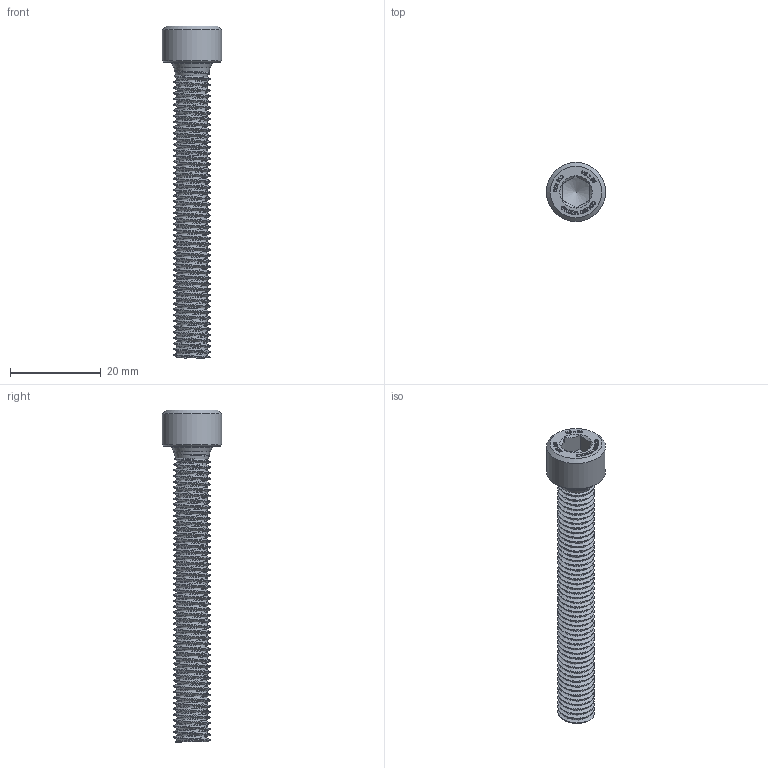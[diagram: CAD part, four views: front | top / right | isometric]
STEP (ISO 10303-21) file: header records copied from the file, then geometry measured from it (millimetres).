
FILE_DESCRIPTION((''),'2;1');
FILE_NAME('DIN912M8L65F.stp','2012-04-21T18:44:07',('Peter'),(''),'Autodesk Inventor 2011','Autodesk Inventor 2011','');
FILE_SCHEMA(('AUTOMOTIVE_DESIGN { 1 0 10303 214 1 1 1 1 }'));
Length unit declared in the file: millimetre
Products named in the file (1): DIN912M8L65F
Bounding box: 13 x 13 x 73 mm (x, y, z)
Volume: 3598.3 mm3; surface area: 3057.4 mm2
Topology: 1 solids, 1 shells, 402 faces, 1086 edges, 721 vertices
Faces by surface type: plane 227, bspline 164, cone 7, cylinder 2, torus 2
Full cylindrical faces by diameter (mm): 13 x1
Entity records: 22169 total; most frequent: CARTESIAN_POINT 13269, ORIENTED_EDGE 2144, DIRECTION 1217, EDGE_CURVE 1072, VECTOR 719, LINE 719, VERTEX_POINT 717, EDGE_LOOP 445
